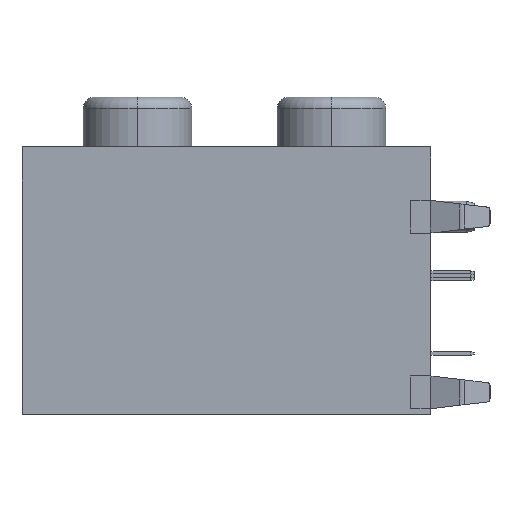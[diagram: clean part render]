
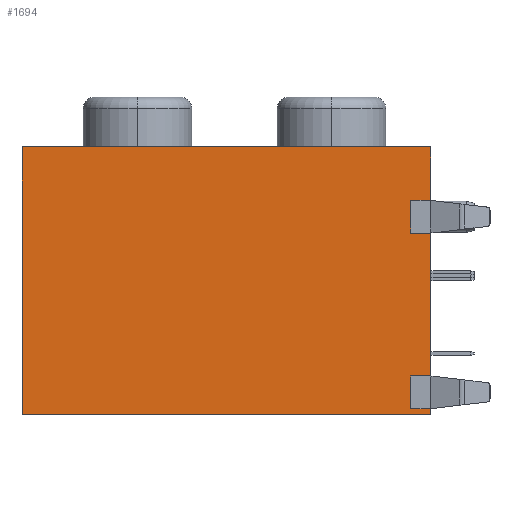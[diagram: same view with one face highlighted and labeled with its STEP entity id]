
A CAD part, left-side view. The second image highlights one B-rep face of the part: STEP entity #1694.
In plain terms, the highlighted planar face has unit normal (-1, 0, 0).
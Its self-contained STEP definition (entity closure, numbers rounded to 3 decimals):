
#166 = LINE ( 'NONE', #989, #3375 ) ;
#183 = CARTESIAN_POINT ( 'NONE',  ( -6.2, -13.165, 13.8 ) ) ;
#190 = FACE_OUTER_BOUND ( 'NONE', #4019, .T. ) ;
#254 = LINE ( 'NONE', #615, #3440 ) ;
#373 = DIRECTION ( 'NONE',  ( 0., 1., 0. ) ) ;
#380 = VERTEX_POINT ( 'NONE', #3466 ) ;
#430 = VECTOR ( 'NONE', #3510, 1000. ) ;
#464 = DIRECTION ( 'NONE',  ( 0., 0., -1. ) ) ;
#498 = CARTESIAN_POINT ( 'NONE',  ( -6.2, -13.165, 17.25 ) ) ;
#530 = LINE ( 'NONE', #1388, #2112 ) ;
#615 = CARTESIAN_POINT ( 'NONE',  ( -6.2, -11.87, 11.7 ) ) ;
#628 = EDGE_CURVE ( 'NONE', #3509, #743, #4364, .T. ) ;
#629 = PLANE ( 'NONE',  #663 ) ;
#663 = AXIS2_PLACEMENT_3D ( 'NONE', #4296, #4729, #4770 ) ;
#713 = CARTESIAN_POINT ( 'NONE',  ( -6.2, 13.165, 0. ) ) ;
#725 = CARTESIAN_POINT ( 'NONE',  ( -6.2, -11.87, 11.7 ) ) ;
#738 = CARTESIAN_POINT ( 'NONE',  ( -6.2, -11.87, 0.4 ) ) ;
#743 = VERTEX_POINT ( 'NONE', #895 ) ;
#753 = ORIENTED_EDGE ( 'NONE', *, *, #4714, .T. ) ;
#762 = LINE ( 'NONE', #2641, #3898 ) ;
#764 = ORIENTED_EDGE ( 'NONE', *, *, #4284, .T. ) ;
#836 = DIRECTION ( 'NONE',  ( 0., 0., -1. ) ) ;
#855 = ORIENTED_EDGE ( 'NONE', *, *, #1285, .F. ) ;
#888 = ORIENTED_EDGE ( 'NONE', *, *, #4275, .T. ) ;
#895 = CARTESIAN_POINT ( 'NONE',  ( -6.2, -13.165, 17.25 ) ) ;
#899 = CARTESIAN_POINT ( 'NONE',  ( -6.2, -13.165, 17.25 ) ) ;
#915 = CARTESIAN_POINT ( 'NONE',  ( -6.2, -12.511, 2.5 ) ) ;
#928 = VECTOR ( 'NONE', #464, 1000. ) ;
#940 = CARTESIAN_POINT ( 'NONE',  ( -6.2, -13.165, 17.25 ) ) ;
#989 = CARTESIAN_POINT ( 'NONE',  ( -6.2, -12.511, 11.7 ) ) ;
#996 = DIRECTION ( 'NONE',  ( 0., 0., -1. ) ) ;
#1061 = CARTESIAN_POINT ( 'NONE',  ( -6.2, -13.165, 11.7 ) ) ;
#1285 = EDGE_CURVE ( 'NONE', #1527, #2199, #4685, .T. ) ;
#1339 = CARTESIAN_POINT ( 'NONE',  ( -6.2, -13.165, 0. ) ) ;
#1349 = EDGE_CURVE ( 'NONE', #3509, #380, #3202, .T. ) ;
#1356 = ORIENTED_EDGE ( 'NONE', *, *, #2665, .F. ) ;
#1388 = CARTESIAN_POINT ( 'NONE',  ( -6.2, -12.511, 0.4 ) ) ;
#1496 = VECTOR ( 'NONE', #1658, 1000. ) ;
#1527 = VERTEX_POINT ( 'NONE', #4599 ) ;
#1620 = ORIENTED_EDGE ( 'NONE', *, *, #1349, .T. ) ;
#1635 = ORIENTED_EDGE ( 'NONE', *, *, #3857, .T. ) ;
#1658 = DIRECTION ( 'NONE',  ( 0., 0., -1. ) ) ;
#1675 = DIRECTION ( 'NONE',  ( 0., 1., 0. ) ) ;
#1694 = ADVANCED_FACE ( 'NONE', ( #190 ), #629, .F. ) ;
#1703 = DIRECTION ( 'NONE',  ( 0., 1., 0. ) ) ;
#1921 = LINE ( 'NONE', #3882, #430 ) ;
#1971 = LINE ( 'NONE', #940, #3602 ) ;
#2049 = EDGE_CURVE ( 'NONE', #4720, #2923, #1921, .T. ) ;
#2082 = VECTOR ( 'NONE', #1675, 1000. ) ;
#2106 = EDGE_CURVE ( 'NONE', #4757, #2218, #1971, .T. ) ;
#2112 = VECTOR ( 'NONE', #373, 1000. ) ;
#2199 = VERTEX_POINT ( 'NONE', #1339 ) ;
#2210 = VERTEX_POINT ( 'NONE', #183 ) ;
#2218 = VERTEX_POINT ( 'NONE', #4619 ) ;
#2425 = ORIENTED_EDGE ( 'NONE', *, *, #628, .F. ) ;
#2493 = ORIENTED_EDGE ( 'NONE', *, *, #2106, .F. ) ;
#2641 = CARTESIAN_POINT ( 'NONE',  ( -6.2, -12.511, 13.8 ) ) ;
#2659 = CARTESIAN_POINT ( 'NONE',  ( -6.2, 13.165, 17.25 ) ) ;
#2665 = EDGE_CURVE ( 'NONE', #2210, #4746, #762, .T. ) ;
#2778 = VECTOR ( 'NONE', #4426, 1000. ) ;
#2793 = DIRECTION ( 'NONE',  ( 0., 0., 1. ) ) ;
#2826 = ORIENTED_EDGE ( 'NONE', *, *, #2049, .T. ) ;
#2863 = LINE ( 'NONE', #713, #2778 ) ;
#2873 = VERTEX_POINT ( 'NONE', #725 ) ;
#2906 = CARTESIAN_POINT ( 'NONE',  ( -6.2, -11.87, 13.8 ) ) ;
#2923 = VERTEX_POINT ( 'NONE', #3058 ) ;
#2968 = EDGE_CURVE ( 'NONE', #743, #2210, #4026, .T. ) ;
#3007 = DIRECTION ( 'NONE',  ( 0., -1., 0. ) ) ;
#3032 = DIRECTION ( 'NONE',  ( 0., 1., 0. ) ) ;
#3058 = CARTESIAN_POINT ( 'NONE',  ( -6.2, -11.87, 2.5 ) ) ;
#3118 = ORIENTED_EDGE ( 'NONE', *, *, #2968, .F. ) ;
#3193 = VECTOR ( 'NONE', #996, 1000. ) ;
#3202 = LINE ( 'NONE', #3286, #3193 ) ;
#3286 = CARTESIAN_POINT ( 'NONE',  ( -6.2, 13.165, 17.25 ) ) ;
#3375 = VECTOR ( 'NONE', #1703, 1000. ) ;
#3440 = VECTOR ( 'NONE', #2793, 1000. ) ;
#3466 = CARTESIAN_POINT ( 'NONE',  ( -6.2, 13.165, 0. ) ) ;
#3509 = VERTEX_POINT ( 'NONE', #2659 ) ;
#3510 = DIRECTION ( 'NONE',  ( 0., 0., 1. ) ) ;
#3602 = VECTOR ( 'NONE', #836, 1000. ) ;
#3699 = LINE ( 'NONE', #915, #2082 ) ;
#3857 = EDGE_CURVE ( 'NONE', #380, #2199, #2863, .T. ) ;
#3882 = CARTESIAN_POINT ( 'NONE',  ( -6.2, -11.87, 0.4 ) ) ;
#3898 = VECTOR ( 'NONE', #3032, 1000. ) ;
#4019 = EDGE_LOOP ( 'NONE', ( #855, #753, #2826, #4453, #2493, #764, #888, #1356, #3118, #2425, #1620, #1635 ) ) ;
#4026 = LINE ( 'NONE', #899, #928 ) ;
#4275 = EDGE_CURVE ( 'NONE', #2873, #4746, #254, .T. ) ;
#4284 = EDGE_CURVE ( 'NONE', #4757, #2873, #166, .T. ) ;
#4296 = CARTESIAN_POINT ( 'NONE',  ( -6.2, 13.165, 17.25 ) ) ;
#4350 = VECTOR ( 'NONE', #3007, 1000. ) ;
#4364 = LINE ( 'NONE', #4475, #4350 ) ;
#4426 = DIRECTION ( 'NONE',  ( 0., -1., 0. ) ) ;
#4453 = ORIENTED_EDGE ( 'NONE', *, *, #4663, .F. ) ;
#4475 = CARTESIAN_POINT ( 'NONE',  ( -6.2, 13.165, 17.25 ) ) ;
#4599 = CARTESIAN_POINT ( 'NONE',  ( -6.2, -13.165, 0.4 ) ) ;
#4619 = CARTESIAN_POINT ( 'NONE',  ( -6.2, -13.165, 2.5 ) ) ;
#4663 = EDGE_CURVE ( 'NONE', #2218, #2923, #3699, .T. ) ;
#4685 = LINE ( 'NONE', #498, #1496 ) ;
#4714 = EDGE_CURVE ( 'NONE', #1527, #4720, #530, .T. ) ;
#4720 = VERTEX_POINT ( 'NONE', #738 ) ;
#4729 = DIRECTION ( 'NONE',  ( 1., 0., 0. ) ) ;
#4746 = VERTEX_POINT ( 'NONE', #2906 ) ;
#4757 = VERTEX_POINT ( 'NONE', #1061 ) ;
#4770 = DIRECTION ( 'NONE',  ( 0., 1., 0. ) ) ;
